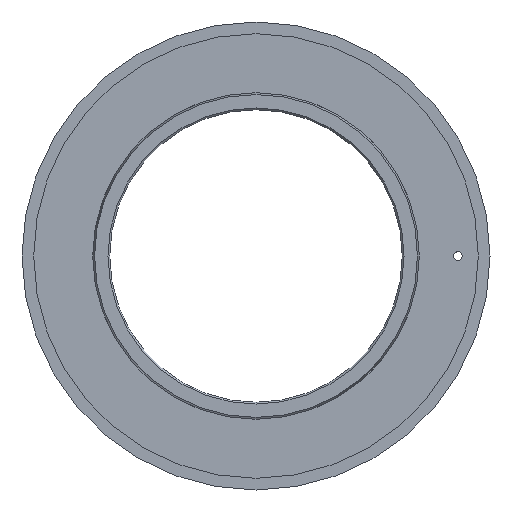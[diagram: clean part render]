
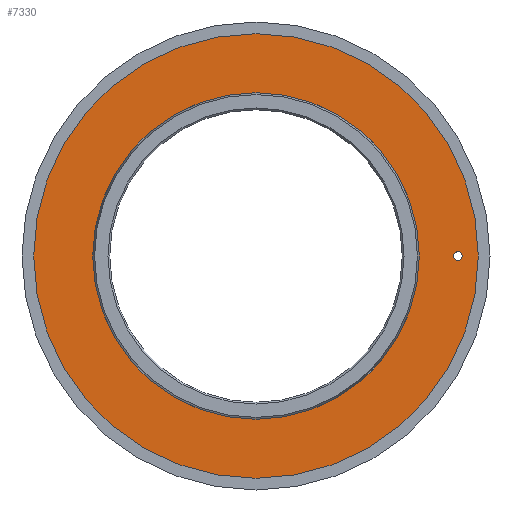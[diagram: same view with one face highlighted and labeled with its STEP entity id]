
A CAD part, left-side view. The second image highlights one B-rep face of the part: STEP entity #7330.
In plain terms, the highlighted planar face has unit normal (-1, 0, 0).
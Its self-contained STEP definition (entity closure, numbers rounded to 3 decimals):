
#6883=CARTESIAN_POINT('',(0.,0.,0.));
#6884=DIRECTION('',(1.,0.,0.));
#6885=DIRECTION('',(0.,0.,-1.));
#6886=AXIS2_PLACEMENT_3D('',#6883,#6884,#6885);
#6888=CARTESIAN_POINT('',(0.,0.,0.));
#6889=DIRECTION('',(1.,0.,0.));
#6890=DIRECTION('',(0.,0.,1.));
#6891=AXIS2_PLACEMENT_3D('',#6888,#6889,#6890);
#6893=CARTESIAN_POINT('',(0.,0.,0.));
#6894=DIRECTION('',(-1.,0.,0.));
#6895=DIRECTION('',(0.,0.,1.));
#6896=AXIS2_PLACEMENT_3D('',#6893,#6894,#6895);
#6898=CARTESIAN_POINT('',(0.,0.,0.));
#6899=DIRECTION('',(-1.,0.,0.));
#6900=DIRECTION('',(0.,0.,-1.));
#6901=AXIS2_PLACEMENT_3D('',#6898,#6899,#6900);
#6903=CARTESIAN_POINT('',(0.,34.5,0.));
#6904=DIRECTION('',(-1.,0.,0.));
#6905=DIRECTION('',(0.,-1.,0.));
#6906=AXIS2_PLACEMENT_3D('',#6903,#6904,#6905);
#6908=CARTESIAN_POINT('',(0.,34.5,0.));
#6909=DIRECTION('',(-1.,0.,0.));
#6910=DIRECTION('',(0.,1.,0.));
#6911=AXIS2_PLACEMENT_3D('',#6908,#6909,#6910);
#7219=CARTESIAN_POINT('',(0.,0.,-38.));
#7220=CARTESIAN_POINT('',(0.,0.,38.));
#7221=VERTEX_POINT('',#7219);
#7222=VERTEX_POINT('',#7220);
#7223=CARTESIAN_POINT('',(0.,0.,27.91));
#7224=CARTESIAN_POINT('',(0.,0.,-27.91));
#7225=VERTEX_POINT('',#7223);
#7226=VERTEX_POINT('',#7224);
#7227=CARTESIAN_POINT('',(0.,33.75,0.));
#7228=CARTESIAN_POINT('',(0.,35.25,0.));
#7229=VERTEX_POINT('',#7227);
#7230=VERTEX_POINT('',#7228);
#7307=CARTESIAN_POINT('',(0.,0.,0.));
#7308=DIRECTION('',(1.,0.,0.));
#7309=DIRECTION('',(0.,0.,-1.));
#7310=AXIS2_PLACEMENT_3D('',#7307,#7308,#7309);
#7311=PLANE('',#7310);
#7313=ORIENTED_EDGE('',*,*,#7312,.T.);
#7315=ORIENTED_EDGE('',*,*,#7314,.T.);
#7316=EDGE_LOOP('',(#7313,#7315));
#7317=FACE_OUTER_BOUND('',#7316,.F.);
#7319=ORIENTED_EDGE('',*,*,#7318,.T.);
#7321=ORIENTED_EDGE('',*,*,#7320,.T.);
#7322=EDGE_LOOP('',(#7319,#7321));
#7323=FACE_BOUND('',#7322,.F.);
#7325=ORIENTED_EDGE('',*,*,#7324,.T.);
#7327=ORIENTED_EDGE('',*,*,#7326,.T.);
#7328=EDGE_LOOP('',(#7325,#7327));
#7329=FACE_BOUND('',#7328,.F.);
#6887=CIRCLE('',#6886,38.);
#6892=CIRCLE('',#6891,38.);
#6897=CIRCLE('',#6896,27.91);
#6902=CIRCLE('',#6901,27.91);
#6907=CIRCLE('',#6906,0.75);
#6912=CIRCLE('',#6911,0.75);
#7312=EDGE_CURVE('',#7221,#7222,#6887,.T.);
#7314=EDGE_CURVE('',#7222,#7221,#6892,.T.);
#7318=EDGE_CURVE('',#7225,#7226,#6897,.T.);
#7320=EDGE_CURVE('',#7226,#7225,#6902,.T.);
#7324=EDGE_CURVE('',#7229,#7230,#6907,.T.);
#7326=EDGE_CURVE('',#7230,#7229,#6912,.T.);
#7330=ADVANCED_FACE('',(#7317,#7323,#7329),#7311,.F.);
